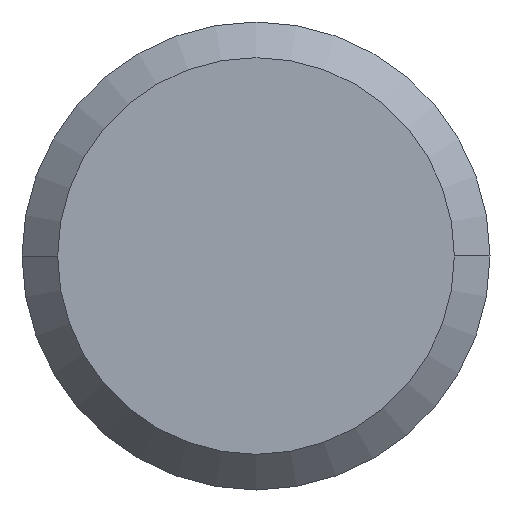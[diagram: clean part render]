
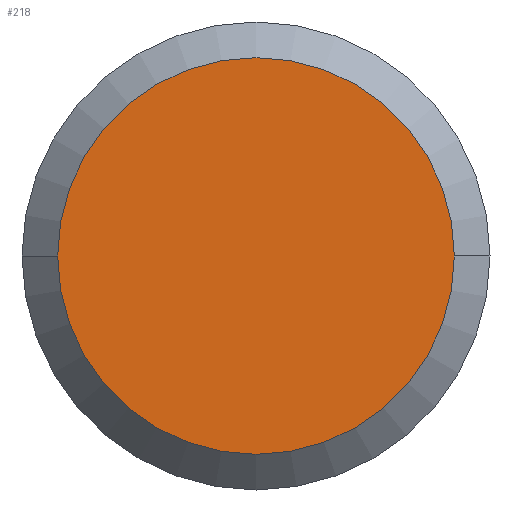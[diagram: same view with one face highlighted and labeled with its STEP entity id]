
A CAD part, left-side view. The second image highlights one B-rep face of the part: STEP entity #218.
In plain terms, the highlighted planar face has unit normal (-1, 0, 0).
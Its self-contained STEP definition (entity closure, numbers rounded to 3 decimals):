
#10 = AXIS2_PLACEMENT_3D ( 'NONE', #73, #380, #101 ) ;
#24 = CARTESIAN_POINT ( 'NONE',  ( 0., 0., 0. ) ) ;
#32 = ORIENTED_EDGE ( 'NONE', *, *, #396, .F. ) ;
#58 = CIRCLE ( 'NONE', #156, 4.238 ) ;
#73 = CARTESIAN_POINT ( 'NONE',  ( 0., 0., 0. ) ) ;
#91 = CARTESIAN_POINT ( 'NONE',  ( 0., 4.238, 0. ) ) ;
#101 = DIRECTION ( 'NONE',  ( 0., 1., 0. ) ) ;
#145 = CARTESIAN_POINT ( 'NONE',  ( 0., 0., 0. ) ) ;
#156 = AXIS2_PLACEMENT_3D ( 'NONE', #24, #318, #217 ) ;
#174 = AXIS2_PLACEMENT_3D ( 'NONE', #145, #305, #340 ) ;
#184 = PLANE ( 'NONE',  #174 ) ;
#196 = FACE_OUTER_BOUND ( 'NONE', #372, .T. ) ;
#201 = CIRCLE ( 'NONE', #10, 4.238 ) ;
#217 = DIRECTION ( 'NONE',  ( 0., 1., 0. ) ) ;
#218 = ADVANCED_FACE ( 'NONE', ( #196 ), #184, .T. ) ;
#227 = EDGE_CURVE ( 'NONE', #294, #376, #58, .T. ) ;
#294 = VERTEX_POINT ( 'NONE', #91 ) ;
#305 = DIRECTION ( 'NONE',  ( -1., 0., 0. ) ) ;
#318 = DIRECTION ( 'NONE',  ( 1., 0., 0. ) ) ;
#340 = DIRECTION ( 'NONE',  ( 0., -1., 0. ) ) ;
#372 = EDGE_LOOP ( 'NONE', ( #394, #32 ) ) ;
#373 = CARTESIAN_POINT ( 'NONE',  ( 0., -4.238, 0. ) ) ;
#376 = VERTEX_POINT ( 'NONE', #373 ) ;
#380 = DIRECTION ( 'NONE',  ( 1., 0., 0. ) ) ;
#394 = ORIENTED_EDGE ( 'NONE', *, *, #227, .F. ) ;
#396 = EDGE_CURVE ( 'NONE', #376, #294, #201, .T. ) ;
